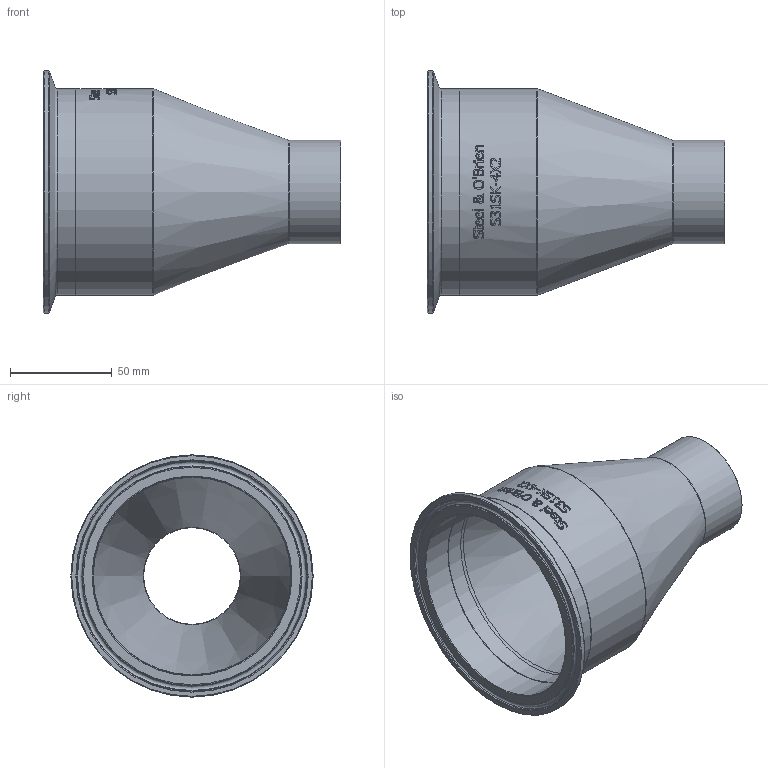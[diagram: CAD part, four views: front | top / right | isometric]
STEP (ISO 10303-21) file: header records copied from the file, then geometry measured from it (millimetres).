
FILE_DESCRIPTION(/* description */ (''),/* implementation_level */ '2;1');
FILE_NAME(/* name */ 'S31SK-4X2.stp',/* time_stamp */ '2018-11-29T14:43:00-05:00',/* author */ ('rick'),/* organization */ (''),/* preprocessor_version */ 'ST-DEVELOPER v15.2',/* originating_system */ 'Autodesk Inventor 2014',/* authorisation */ '');
FILE_SCHEMA (('AUTOMOTIVE_DESIGN { 1 0 10303 214 3 1 1 }'));
Length unit declared in the file: inch
Products named in the file (1): S31SK-4X2
Bounding box: 146.05 x 118.92 x 118.92 mm (x, y, z)
Volume: 182033.6 mm3; surface area: 78838.2 mm2
Topology: 1 solids, 1 shells, 400 faces, 1069 edges, 704 vertices
Faces by surface type: bspline 182, plane 157, cylinder 39, torus 17, cone 5
Full cylindrical faces by diameter (mm): 47.498 x1, 50.8 x1, 97.384 x2, 101.6 x2, 118.923 x1
Entity records: 15576 total; most frequent: CARTESIAN_POINT 6658, ORIENTED_EDGE 2080, DIRECTION 1330, EDGE_CURVE 1040, VERTEX_POINT 704, EDGE_LOOP 464, LINE 460, VECTOR 460
